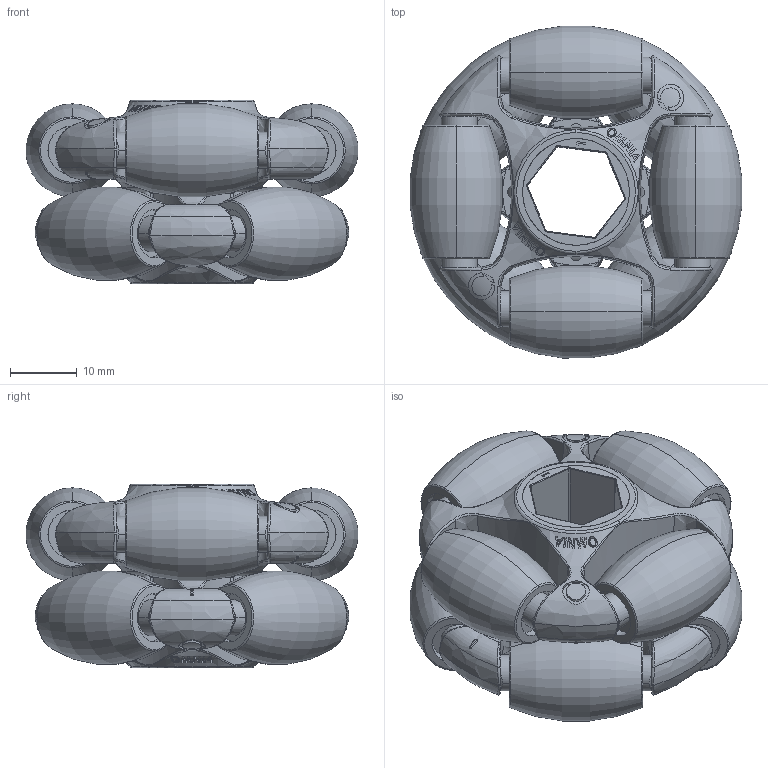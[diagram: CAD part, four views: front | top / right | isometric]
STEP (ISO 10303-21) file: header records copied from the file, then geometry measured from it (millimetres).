
FILE_DESCRIPTION (( 'STEP AP203' ), '1' );
FILE_NAME ('am-3951 2in Omni Wheel 500in Hex Bore.SLDPRT.STEP', '2022-05-23T18:31:43', ( '' ), ( '' ), 'SwSTEP 2.0', 'SolidWorks 2021', '' );
FILE_SCHEMA (( 'CONFIG_CONTROL_DESIGN' ));
Length unit declared in the file: millimetre
Products named in the file (3): am-3951 2in Omni Wheel 500in Hex Bore.SLDPRT; am-3904 14mm Hex to 500in Hex; 2in Omni 14mm Hex
Assembly tree (3 placements, depth 2):
  am-3951 2in Omni Wheel 500in Hex Bore.SLDPRT
    2in Omni 14mm Hex
    am-3904 14mm Hex to 500in Hex  x2
Bounding box: 49.75 x 49.75 x 27.5 mm (x, y, z)
Volume: 30753.5 mm3; surface area: 17340.6 mm2
Topology: 3 solids, 3 shells, 1127 faces, 2781 edges, 1708 vertices
Faces by surface type: bspline 388, plane 326, torus 152, cylinder 137, cone 112, sphere 12
Entity records: 48946 total; most frequent: CARTESIAN_POINT 27801, ORIENTED_EDGE 5096, DIRECTION 3247, EDGE_CURVE 2548, VERTEX_POINT 1577, AXIS2_PLACEMENT_3D 1359, B_SPLINE_CURVE_WITH_KNOTS 1274, EDGE_LOOP 1113
